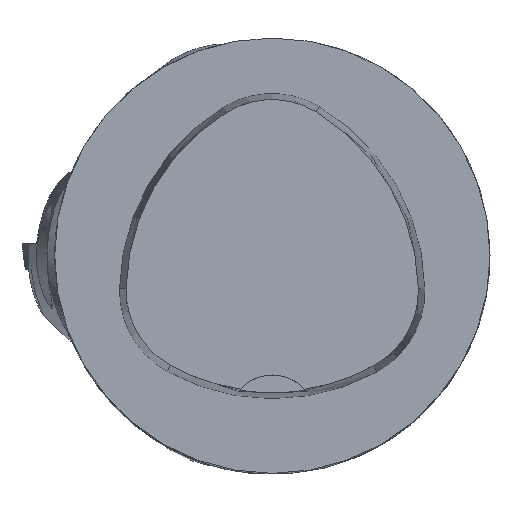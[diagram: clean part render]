
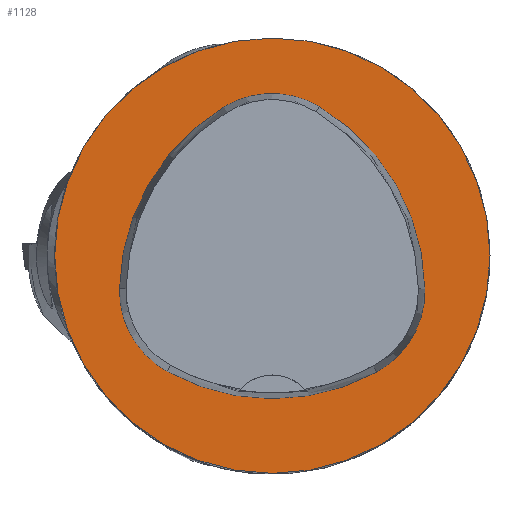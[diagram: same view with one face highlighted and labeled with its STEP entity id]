
A CAD part, top view. The second image highlights one B-rep face of the part: STEP entity #1128.
In plain terms, the highlighted planar face has unit normal (0, 0, 1).
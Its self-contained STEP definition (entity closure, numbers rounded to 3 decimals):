
#426=PLANE('',#7939);
#739=FACE_BOUND('',#1971,.T.);
#740=FACE_BOUND('',#1972,.T.);
#1128=ADVANCED_FACE('',(#739,#740),#426,.T.);
#1971=EDGE_LOOP('',(#2954,#2955,#2956,#2957,#2958,#2959));
#1972=EDGE_LOOP('',(#2960));
#2447=CIRCLE('',#7825,20.);
#2512=CIRCLE('',#7917,20.);
#2514=CIRCLE('',#7920,8.5);
#2516=CIRCLE('',#7923,20.);
#2518=CIRCLE('',#7926,8.5);
#2522=CIRCLE('',#7931,20.);
#2524=CIRCLE('',#7934,8.5);
#2954=ORIENTED_EDGE('',*,*,#5865,.T.);
#2955=ORIENTED_EDGE('',*,*,#5845,.T.);
#2956=ORIENTED_EDGE('',*,*,#5849,.T.);
#2957=ORIENTED_EDGE('',*,*,#5852,.T.);
#2958=ORIENTED_EDGE('',*,*,#5855,.T.);
#2959=ORIENTED_EDGE('',*,*,#5863,.T.);
#2960=ORIENTED_EDGE('',*,*,#5589,.F.);
#4844=VERTEX_POINT('',#10544);
#5095=VERTEX_POINT('',#11139);
#5096=VERTEX_POINT('',#11140);
#5099=VERTEX_POINT('',#11148);
#5101=VERTEX_POINT('',#11154);
#5103=VERTEX_POINT('',#11160);
#5110=VERTEX_POINT('',#11181);
#5589=EDGE_CURVE('',#4844,#4844,#2447,.T.);
#5845=EDGE_CURVE('',#5095,#5096,#2512,.T.);
#5849=EDGE_CURVE('',#5096,#5099,#2514,.T.);
#5852=EDGE_CURVE('',#5099,#5101,#2516,.T.);
#5855=EDGE_CURVE('',#5101,#5103,#2518,.T.);
#5863=EDGE_CURVE('',#5103,#5110,#2522,.T.);
#5865=EDGE_CURVE('',#5110,#5095,#2524,.T.);
#7825=AXIS2_PLACEMENT_3D('',#10543,#8486,#8487);
#7917=AXIS2_PLACEMENT_3D('',#11138,#8838,#8839);
#7920=AXIS2_PLACEMENT_3D('',#11147,#8846,#8847);
#7923=AXIS2_PLACEMENT_3D('',#11153,#8853,#8854);
#7926=AXIS2_PLACEMENT_3D('',#11159,#8860,#8861);
#7931=AXIS2_PLACEMENT_3D('',#11182,#8872,#8873);
#7934=AXIS2_PLACEMENT_3D('',#11185,#8878,#8879);
#7939=AXIS2_PLACEMENT_3D('',#11190,#8888,#8889);
#8486=DIRECTION('',(0.,0.,-1.));
#8487=DIRECTION('',(-1.,0.,0.));
#8838=DIRECTION('',(0.,0.,-1.));
#8839=DIRECTION('',(-1.,0.,0.));
#8846=DIRECTION('',(0.,0.,-1.));
#8847=DIRECTION('',(-1.,0.,0.));
#8853=DIRECTION('',(0.,0.,-1.));
#8854=DIRECTION('',(-1.,0.,0.));
#8860=DIRECTION('',(0.,0.,-1.));
#8861=DIRECTION('',(-1.,0.,0.));
#8872=DIRECTION('',(0.,0.,-1.));
#8873=DIRECTION('',(-1.,0.,0.));
#8878=DIRECTION('',(0.,0.,-1.));
#8879=DIRECTION('',(-1.,0.,0.));
#8888=DIRECTION('',(0.,0.,1.));
#8889=DIRECTION('',(1.,0.,0.));
#10543=CARTESIAN_POINT('',(0.,0.,0.));
#10544=CARTESIAN_POINT('',(-20.,0.,0.));
#11138=CARTESIAN_POINT('',(5.955,-3.414,0.));
#11139=CARTESIAN_POINT('',(-14.041,-3.042,0.));
#11140=CARTESIAN_POINT('',(-4.472,13.653,0.));
#11147=CARTESIAN_POINT('',(-0.04,6.4,0.));
#11148=CARTESIAN_POINT('',(4.347,13.68,0.));
#11153=CARTESIAN_POINT('',(-5.976,-3.45,0.));
#11154=CARTESIAN_POINT('',(14.021,-3.075,0.));
#11159=CARTESIAN_POINT('',(5.522,-3.235,0.));
#11160=CARTESIAN_POINT('',(9.588,-10.699,0.));
#11181=CARTESIAN_POINT('',(-9.655,-10.639,0.));
#11182=CARTESIAN_POINT('',(0.022,6.864,0.));
#11185=CARTESIAN_POINT('',(-5.543,-3.2,0.));
#11190=CARTESIAN_POINT('',(0.,0.,0.));
